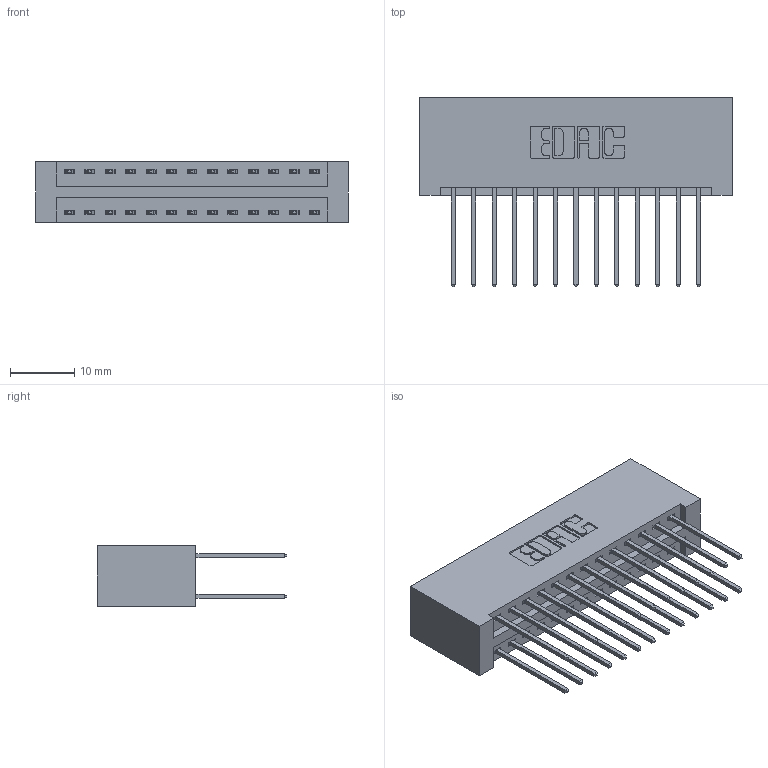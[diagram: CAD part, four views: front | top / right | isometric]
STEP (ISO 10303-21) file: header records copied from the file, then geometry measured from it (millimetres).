
FILE_DESCRIPTION (( 'STEP AP203' ), '1' );
FILE_NAME ('396-026-540-201.STEP', '2019-10-30T04:44:14', ( '' ), ( '' ), 'SwSTEP 2.0', 'SolidWorks 2016', '' );
FILE_SCHEMA (( 'CONFIG_CONTROL_DESIGN' ));
Length unit declared in the file: inch
Products named in the file (3): 396-026-540-201; 345-292-001_345-293-140; 346 Part_No Mounting Lugs
Assembly tree (27 placements, depth 2):
  396-026-540-201
    346 Part_No Mounting Lugs
    345-292-001_345-293-140  x26
Bounding box: 48.51 x 29.46 x 9.4 mm (x, y, z)
Volume: 5177.3 mm3; surface area: 7290.2 mm2
Topology: 27 solids, 27 shells, 1466 faces, 4335 edges, 2854 vertices
Faces by surface type: plane 982, cylinder 484
Entity records: 12129 total; most frequent: CARTESIAN_POINT 2036, ORIENTED_EDGE 1970, DIRECTION 1841, EDGE_CURVE 985, VECTOR 809, LINE 809, VERTEX_POINT 654, AXIS2_PLACEMENT_3D 516
